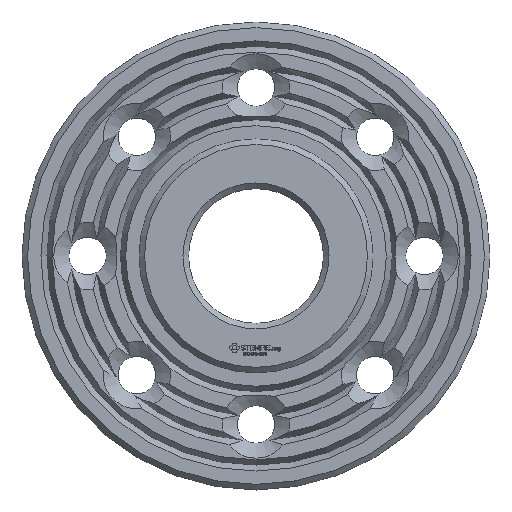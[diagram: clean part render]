
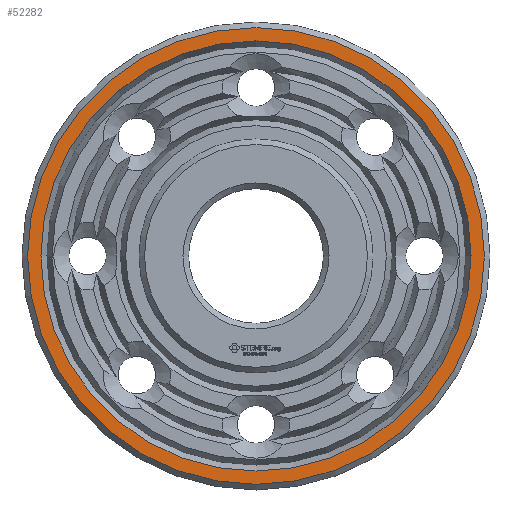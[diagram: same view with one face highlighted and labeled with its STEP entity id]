
A CAD part, top view. The second image highlights one B-rep face of the part: STEP entity #52282.
In plain terms, the highlighted planar face has unit normal (0, 0, 1).
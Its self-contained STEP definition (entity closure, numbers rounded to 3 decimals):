
#35581 = CONICAL_SURFACE('',#35582,11.19,0.541);
#35582 = AXIS2_PLACEMENT_3D('',#35583,#35584,#35585);
#35583 = CARTESIAN_POINT('',(0.,0.,1.063));
#35584 = DIRECTION('',(0.,0.,1.));
#35585 = DIRECTION('',(1.,0.,0.));
#44656 = VERTEX_POINT('',#44657);
#44657 = CARTESIAN_POINT('',(11.49,0.,1.563));
#44678 = EDGE_CURVE('',#44656,#44656,#44679,.T.);
#44679 = SURFACE_CURVE('',#44680,(#44685,#44692),.PCURVE_S1.);
#44680 = CIRCLE('',#44681,11.49);
#44681 = AXIS2_PLACEMENT_3D('',#44682,#44683,#44684);
#44682 = CARTESIAN_POINT('',(0.,0.,1.563));
#44683 = DIRECTION('',(0.,0.,-1.));
#44684 = DIRECTION('',(1.,0.,0.));
#44685 = PCURVE('',#35581,#44686);
#44686 = DEFINITIONAL_REPRESENTATION('',(#44687),#44691);
#44687 = LINE('',#44688,#44689);
#44688 = CARTESIAN_POINT('',(-0.,0.5));
#44689 = VECTOR('',#44690,1.);
#44690 = DIRECTION('',(-1.,0.));
#44691 = ( GEOMETRIC_REPRESENTATION_CONTEXT(2) 
PARAMETRIC_REPRESENTATION_CONTEXT() REPRESENTATION_CONTEXT('2D SPACE',''
  ) );
#44692 = PCURVE('',#44693,#44698);
#44693 = PLANE('',#44694);
#44694 = AXIS2_PLACEMENT_3D('',#44695,#44696,#44697);
#44695 = CARTESIAN_POINT('',(0.,0.,1.563));
#44696 = DIRECTION('',(0.,0.,-1.));
#44697 = DIRECTION('',(1.,0.,0.));
#44698 = DEFINITIONAL_REPRESENTATION('',(#44699),#44703);
#44699 = CIRCLE('',#44700,11.49);
#44700 = AXIS2_PLACEMENT_2D('',#44701,#44702);
#44701 = CARTESIAN_POINT('',(0.,0.));
#44702 = DIRECTION('',(1.,-0.));
#44703 = ( GEOMETRIC_REPRESENTATION_CONTEXT(2) 
PARAMETRIC_REPRESENTATION_CONTEXT() REPRESENTATION_CONTEXT('2D SPACE',''
  ) );
#52282 = ADVANCED_FACE('',(#52283,#52286),#44693,.F.);
#52283 = FACE_BOUND('',#52284,.T.);
#52284 = EDGE_LOOP('',(#52285));
#52285 = ORIENTED_EDGE('',*,*,#44678,.T.);
#52286 = FACE_BOUND('',#52287,.T.);
#52287 = EDGE_LOOP('',(#52288));
#52288 = ORIENTED_EDGE('',*,*,#52289,.F.);
#52289 = EDGE_CURVE('',#52290,#52290,#52292,.T.);
#52290 = VERTEX_POINT('',#52291);
#52291 = CARTESIAN_POINT('',(12.2,0.,1.563));
#52292 = SURFACE_CURVE('',#52293,(#52298,#52305),.PCURVE_S1.);
#52293 = CIRCLE('',#52294,12.2);
#52294 = AXIS2_PLACEMENT_3D('',#52295,#52296,#52297);
#52295 = CARTESIAN_POINT('',(0.,0.,1.563));
#52296 = DIRECTION('',(0.,0.,-1.));
#52297 = DIRECTION('',(1.,0.,0.));
#52298 = PCURVE('',#44693,#52299);
#52299 = DEFINITIONAL_REPRESENTATION('',(#52300),#52304);
#52300 = CIRCLE('',#52301,12.2);
#52301 = AXIS2_PLACEMENT_2D('',#52302,#52303);
#52302 = CARTESIAN_POINT('',(0.,0.));
#52303 = DIRECTION('',(1.,-0.));
#52304 = ( GEOMETRIC_REPRESENTATION_CONTEXT(2) 
PARAMETRIC_REPRESENTATION_CONTEXT() REPRESENTATION_CONTEXT('2D SPACE',''
  ) );
#52305 = PCURVE('',#52306,#52311);
#52306 = CONICAL_SURFACE('',#52307,12.2,0.785);
#52307 = AXIS2_PLACEMENT_3D('',#52308,#52309,#52310);
#52308 = CARTESIAN_POINT('',(0.,0.,1.563));
#52309 = DIRECTION('',(0.,0.,-1.));
#52310 = DIRECTION('',(1.,0.,0.));
#52311 = DEFINITIONAL_REPRESENTATION('',(#52312),#52316);
#52312 = LINE('',#52313,#52314);
#52313 = CARTESIAN_POINT('',(0.,0.));
#52314 = VECTOR('',#52315,1.);
#52315 = DIRECTION('',(1.,0.));
#52316 = ( GEOMETRIC_REPRESENTATION_CONTEXT(2) 
PARAMETRIC_REPRESENTATION_CONTEXT() REPRESENTATION_CONTEXT('2D SPACE',''
  ) );
